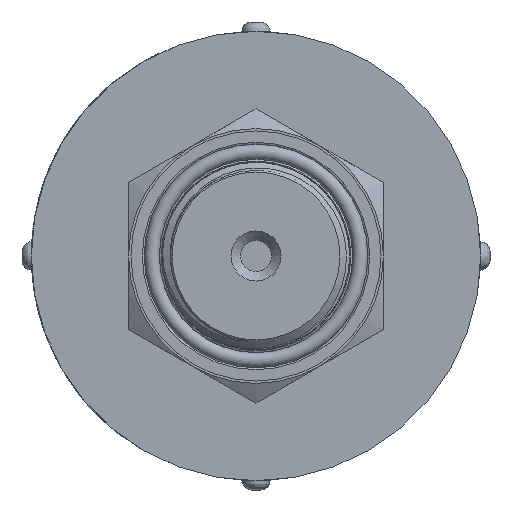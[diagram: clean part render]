
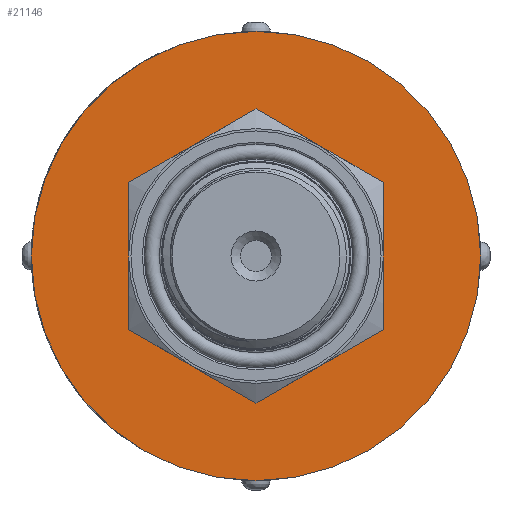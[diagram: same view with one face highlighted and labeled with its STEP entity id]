
A CAD part, left-side view. The second image highlights one B-rep face of the part: STEP entity #21146.
In plain terms, the highlighted face is planar.
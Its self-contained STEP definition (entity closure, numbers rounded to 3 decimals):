
#172=FACE_BOUND('',#2673,.T.);
#921=PLANE('',#22568);
#1430=FACE_OUTER_BOUND('',#2672,.T.);
#2672=EDGE_LOOP('',(#14880));
#2673=EDGE_LOOP('',(#14881));
#3949=CIRCLE('',#22567,13.25);
#3950=CIRCLE('',#22569,23.813);
#8843=VERTEX_POINT('',#34670);
#8844=VERTEX_POINT('',#34674);
#11182=EDGE_CURVE('',#8843,#8843,#3949,.T.);
#11183=EDGE_CURVE('',#8844,#8844,#3950,.T.);
#14880=ORIENTED_EDGE('',*,*,#11183,.F.);
#14881=ORIENTED_EDGE('',*,*,#11182,.T.);
#21146=ADVANCED_FACE('',(#1430,#172),#921,.T.);
#22567=AXIS2_PLACEMENT_3D('',#34672,#24099,#24100);
#22568=AXIS2_PLACEMENT_3D('',#34673,#24101,#24102);
#22569=AXIS2_PLACEMENT_3D('',#34675,#24103,#24104);
#24099=DIRECTION('center_axis',(-1.,0.,0.));
#24100=DIRECTION('ref_axis',(0.,0.,
1.));
#24101=DIRECTION('center_axis',(1.,0.,0.));
#24102=DIRECTION('ref_axis',(0.,0.,
-1.));
#24103=DIRECTION('center_axis',(-1.,0.,0.));
#24104=DIRECTION('ref_axis',(0.,0.,
1.));
#34670=CARTESIAN_POINT('',(34.,-13.25,0.));
#34672=CARTESIAN_POINT('Origin',(34.,0.,0.));
#34673=CARTESIAN_POINT('Origin',(34.,23.813,0.));
#34674=CARTESIAN_POINT('',(34.,-23.813,0.));
#34675=CARTESIAN_POINT('Origin',(34.,0.,0.));
